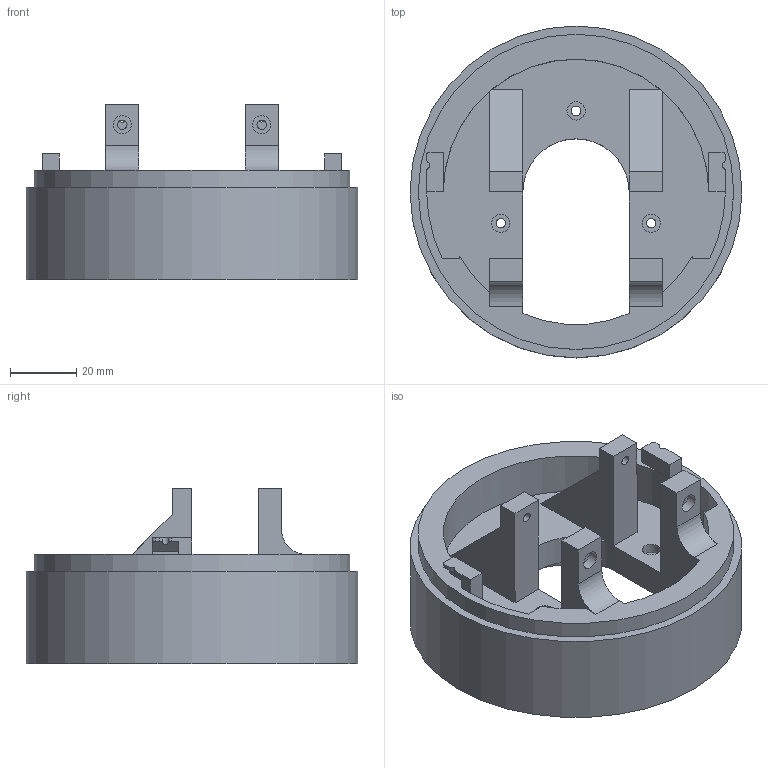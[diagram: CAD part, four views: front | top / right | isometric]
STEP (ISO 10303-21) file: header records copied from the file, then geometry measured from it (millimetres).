
FILE_DESCRIPTION(/* description */ (''),/* implementation_level */ '2;1');
FILE_NAME(/* name */ 'Joint 1 Base.step',/* time_stamp */ '2025-09-14T20:29:25+08:00',/* author */ (''),/* organization */ (''),/* preprocessor_version */ 'ST-DEVELOPER v20.1',/* originating_system */ 'Autodesk Translation Framework v14.10.0.0',/* authorisation */ '');
FILE_SCHEMA (('AUTOMOTIVE_DESIGN { 1 0 10303 214 3 1 1 }'));
Length unit declared in the file: millimetre
Products named in the file (2): Base; Joint
Assembly tree (1 placements, depth 2):
  Base
    Joint
Bounding box: 100 x 100 x 53.01 mm (x, y, z)
Volume: 154350.3 mm3; surface area: 37258.8 mm2
Topology: 1 solids, 1 shells, 92 faces, 238 edges, 157 vertices
Faces by surface type: plane 56, cylinder 34, bspline 2
Full cylindrical faces by diameter (mm): 2.85 x7, 5.5 x7, 95 x1, 100 x1
Entity records: 2895 total; most frequent: DIRECTION 501, CARTESIAN_POINT 500, ORIENTED_EDGE 476, EDGE_CURVE 238, AXIS2_PLACEMENT_3D 170, LINE 161, VECTOR 161, VERTEX_POINT 157
